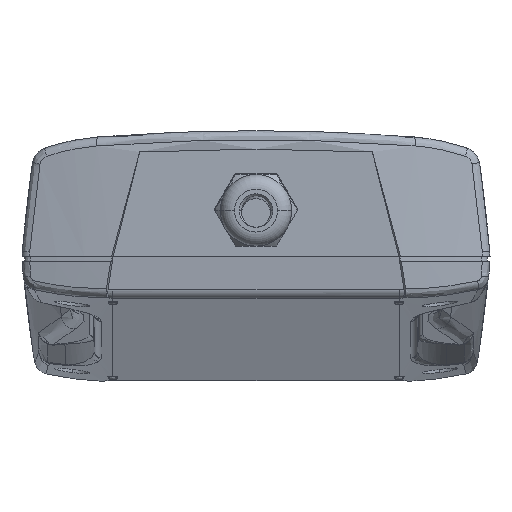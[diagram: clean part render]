
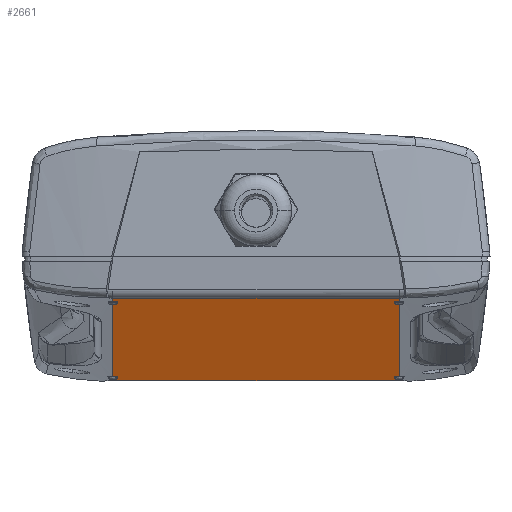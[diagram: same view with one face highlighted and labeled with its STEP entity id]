
A CAD part, front view. The second image highlights one B-rep face of the part: STEP entity #2661.
In plain terms, the highlighted planar face has unit normal (0, -0.087, -0.996).
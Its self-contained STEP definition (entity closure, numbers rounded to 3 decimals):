
#1898 = VERTEX_POINT ( 'NONE', #15473 ) ;
#1974 = VERTEX_POINT ( 'NONE', #10867 ) ;
#1993 = VERTEX_POINT ( 'NONE', #10897 ) ;
#2034 = EDGE_CURVE ( 'NONE', #3061, #3058, #11187, .T. ) ;
#2052 = EDGE_CURVE ( 'NONE', #2307, #1974, #11175, .T. ) ;
#2059 = EDGE_CURVE ( 'NONE', #3067, #3064, #11106, .T. ) ;
#2076 = EDGE_CURVE ( 'NONE', #3064, #3061, #11339, .T. ) ;
#2084 = EDGE_CURVE ( 'NONE', #1993, #1898, #11262, .T. ) ;
#2105 = EDGE_CURVE ( 'NONE', #3058, #2307, #11350, .T. ) ;
#2108 = ORIENTED_EDGE ( 'NONE', *, *, #3409, .F. ) ;
#2109 = ORIENTED_EDGE ( 'NONE', *, *, #2643, .F. ) ;
#2110 = ORIENTED_EDGE ( 'NONE', *, *, #3044, .F. ) ;
#2147 = EDGE_CURVE ( 'NONE', #3410, #1993, #11411, .T. ) ;
#2307 = VERTEX_POINT ( 'NONE', #12410 ) ;
#2331 = EDGE_CURVE ( 'NONE', #1898, #3067, #12279, .T. ) ;
#2639 = EDGE_CURVE ( 'NONE', #1974, #3042, #12966, .T. ) ;
#2643 = EDGE_CURVE ( 'NONE', #3045, #3407, #12961, .T. ) ;
#2646 = ORIENTED_EDGE ( 'NONE', *, *, #2639, .F. ) ;
#2647 = ORIENTED_EDGE ( 'NONE', *, *, #2052, .F. ) ;
#2648 = ORIENTED_EDGE ( 'NONE', *, *, #2105, .F. ) ;
#2649 = ORIENTED_EDGE ( 'NONE', *, *, #2034, .F. ) ;
#2650 = ORIENTED_EDGE ( 'NONE', *, *, #2076, .F. ) ;
#2651 = ORIENTED_EDGE ( 'NONE', *, *, #2059, .F. ) ;
#2652 = ORIENTED_EDGE ( 'NONE', *, *, #2331, .F. ) ;
#2653 = ORIENTED_EDGE ( 'NONE', *, *, #2084, .F. ) ;
#2654 = ORIENTED_EDGE ( 'NONE', *, *, #2147, .F. ) ;
#2661 = ADVANCED_FACE ( 'NONE', ( #12905 ), #12901, .F. ) ;
#2662 = EDGE_LOOP ( 'NONE', ( #2646, #2647, #2648, #2649, #2650, #2651, #2652, #2653, #2654, #2108, #2109, #2110 ) ) ;
#3042 = VERTEX_POINT ( 'NONE', #13480 ) ;
#3044 = EDGE_CURVE ( 'NONE', #3042, #3045, #13510, .T. ) ;
#3045 = VERTEX_POINT ( 'NONE', #13511 ) ;
#3058 = VERTEX_POINT ( 'NONE', #13464 ) ;
#3061 = VERTEX_POINT ( 'NONE', #13760 ) ;
#3064 = VERTEX_POINT ( 'NONE', #13767 ) ;
#3067 = VERTEX_POINT ( 'NONE', #13745 ) ;
#3407 = VERTEX_POINT ( 'NONE', #14525 ) ;
#3409 = EDGE_CURVE ( 'NONE', #3407, #3410, #14524, .T. ) ;
#3410 = VERTEX_POINT ( 'NONE', #14519 ) ;
#10867 = CARTESIAN_POINT ( 'NONE',  ( 30., -99.573, -8.775 ) ) ;
#10897 = CARTESIAN_POINT ( 'NONE',  ( 30., 97.715, -26.035 ) ) ;
#11103 = DIRECTION ( 'NONE',  ( 0., -0.087, -0.996 ) ) ;
#11104 = CARTESIAN_POINT ( 'NONE',  ( -30., 88.139, -25.197 ) ) ;
#11105 = AXIS2_PLACEMENT_3D ( 'NONE', #11104, #11103, #11120 ) ;
#11106 = CIRCLE ( 'NONE', #11105, 1. ) ;
#11120 = DIRECTION ( 'NONE',  ( 0., 0.996, -0.087 ) ) ;
#11172 = DIRECTION ( 'NONE',  ( 1., 0., 0. ) ) ;
#11173 = VECTOR ( 'NONE', #11172, 1000. ) ;
#11174 = CARTESIAN_POINT ( 'NONE',  ( 0., -99.573, -8.775 ) ) ;
#11175 = LINE ( 'NONE', #11174, #11173 ) ;
#11184 = DIRECTION ( 'NONE',  ( 0., -0.087, -0.996 ) ) ;
#11185 = CARTESIAN_POINT ( 'NONE',  ( -30., -91.176, -9.509 ) ) ;
#11186 = AXIS2_PLACEMENT_3D ( 'NONE', #11185, #11184, #11224 ) ;
#11187 = CIRCLE ( 'NONE', #11186, 1. ) ;
#11224 = DIRECTION ( 'NONE',  ( 0., 0.996, -0.087 ) ) ;
#11258 = DIRECTION ( 'NONE',  ( -1., 0., 0. ) ) ;
#11259 = VECTOR ( 'NONE', #11258, 1000. ) ;
#11261 = CARTESIAN_POINT ( 'NONE',  ( 0., 97.715, -26.035 ) ) ;
#11262 = LINE ( 'NONE', #11261, #11259 ) ;
#11339 = LINE ( 'NONE', #11381, #11369 ) ;
#11347 = DIRECTION ( 'NONE',  ( 0., -0.996, 0.087 ) ) ;
#11348 = VECTOR ( 'NONE', #11347, 1000. ) ;
#11349 = CARTESIAN_POINT ( 'NONE',  ( -30., -105., -8.3 ) ) ;
#11350 = LINE ( 'NONE', #11349, #11348 ) ;
#11369 = VECTOR ( 'NONE', #11380, 1000. ) ;
#11380 = DIRECTION ( 'NONE',  ( 0., -0.996, 0.087 ) ) ;
#11381 = CARTESIAN_POINT ( 'NONE',  ( -30., -105., -8.3 ) ) ;
#11410 = CARTESIAN_POINT ( 'NONE',  ( 30., -105., -8.3 ) ) ;
#11411 = LINE ( 'NONE', #11410, #11571 ) ;
#11570 = DIRECTION ( 'NONE',  ( 0., 0.996, -0.087 ) ) ;
#11571 = VECTOR ( 'NONE', #11570, 1000. ) ;
#12276 = DIRECTION ( 'NONE',  ( 0., -0.996, 0.087 ) ) ;
#12277 = VECTOR ( 'NONE', #12276, 1000. ) ;
#12278 = CARTESIAN_POINT ( 'NONE',  ( -30., -105., -8.3 ) ) ;
#12279 = LINE ( 'NONE', #12278, #12277 ) ;
#12410 = CARTESIAN_POINT ( 'NONE',  ( -30., -99.573, -8.775 ) ) ;
#12896 = DIRECTION ( 'NONE',  ( 0., 0.996, -0.087 ) ) ;
#12897 = DIRECTION ( 'NONE',  ( 0., 0.087, 0.996 ) ) ;
#12898 = AXIS2_PLACEMENT_3D ( 'NONE', #12900, #12897, #12896 ) ;
#12900 = CARTESIAN_POINT ( 'NONE',  ( 0., -105., -8.3 ) ) ;
#12901 = PLANE ( 'NONE',  #12898 ) ;
#12905 = FACE_OUTER_BOUND ( 'NONE', #2662, .T. ) ;
#12958 = DIRECTION ( 'NONE',  ( 0., 0.996, -0.087 ) ) ;
#12959 = VECTOR ( 'NONE', #12958, 1000. ) ;
#12960 = CARTESIAN_POINT ( 'NONE',  ( 30., -105., -8.3 ) ) ;
#12961 = LINE ( 'NONE', #12960, #12959 ) ;
#12963 = DIRECTION ( 'NONE',  ( 0., 0.996, -0.087 ) ) ;
#12964 = VECTOR ( 'NONE', #12963, 1000. ) ;
#12965 = CARTESIAN_POINT ( 'NONE',  ( 30., -105., -8.3 ) ) ;
#12966 = LINE ( 'NONE', #12965, #12964 ) ;
#13464 = CARTESIAN_POINT ( 'NONE',  ( -30., -92.172, -9.422 ) ) ;
#13480 = CARTESIAN_POINT ( 'NONE',  ( 30., -92.172, -9.422 ) ) ;
#13506 = DIRECTION ( 'NONE',  ( 0., 0.996, -0.087 ) ) ;
#13507 = DIRECTION ( 'NONE',  ( 0., -0.087, -0.996 ) ) ;
#13508 = CARTESIAN_POINT ( 'NONE',  ( 30., -91.176, -9.509 ) ) ;
#13509 = AXIS2_PLACEMENT_3D ( 'NONE', #13508, #13507, #13506 ) ;
#13510 = CIRCLE ( 'NONE', #13509, 1. ) ;
#13511 = CARTESIAN_POINT ( 'NONE',  ( 30., -90.18, -9.597 ) ) ;
#13745 = CARTESIAN_POINT ( 'NONE',  ( -30., 89.135, -25.285 ) ) ;
#13760 = CARTESIAN_POINT ( 'NONE',  ( -30., -90.18, -9.597 ) ) ;
#13767 = CARTESIAN_POINT ( 'NONE',  ( -30., 87.143, -25.11 ) ) ;
#14519 = CARTESIAN_POINT ( 'NONE',  ( 30., 89.135, -25.285 ) ) ;
#14520 = DIRECTION ( 'NONE',  ( 0., 0.996, -0.087 ) ) ;
#14521 = DIRECTION ( 'NONE',  ( 0., -0.087, -0.996 ) ) ;
#14522 = CARTESIAN_POINT ( 'NONE',  ( 30., 88.139, -25.197 ) ) ;
#14523 = AXIS2_PLACEMENT_3D ( 'NONE', #14522, #14521, #14520 ) ;
#14524 = CIRCLE ( 'NONE', #14523, 1. ) ;
#14525 = CARTESIAN_POINT ( 'NONE',  ( 30., 87.143, -25.11 ) ) ;
#15473 = CARTESIAN_POINT ( 'NONE',  ( -30., 97.715, -26.035 ) ) ;
